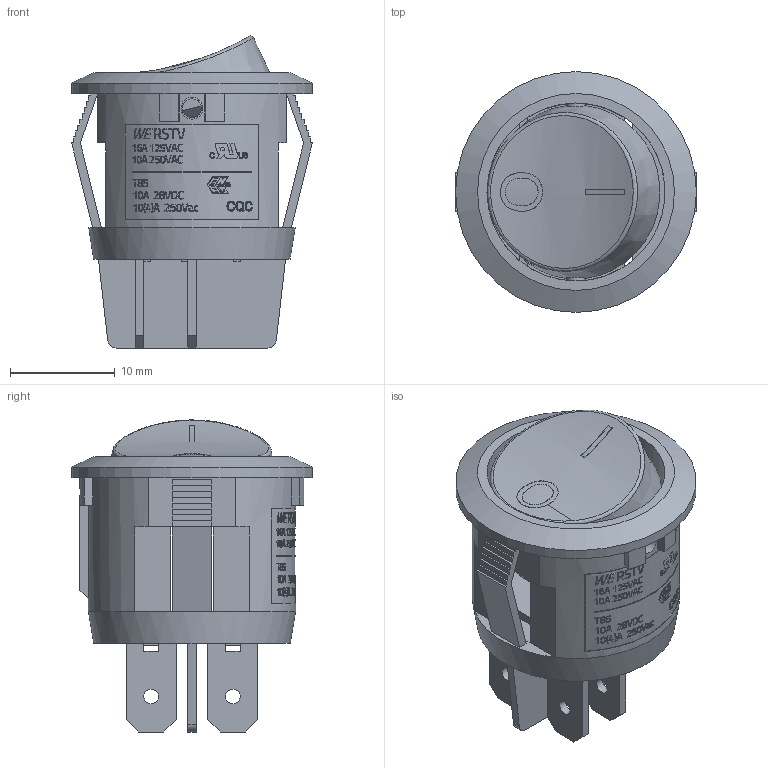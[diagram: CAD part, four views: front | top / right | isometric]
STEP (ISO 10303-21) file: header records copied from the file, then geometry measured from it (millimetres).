
FILE_DESCRIPTION(/* description */ ('Unknown'),/* implementation_level */ '2;1');
FILE_NAME(/* name */ '471017268142',/* time_stamp */ '2024-06-25T09:49:24+02:00',/* author */ ('Unknown'),/* organization */ ('Unknown'),/* preprocessor_version */ 'ST-DEVELOPER v19.4',/* originating_system */ 'Solid Edge',/* authorisation */ 'Unknown');
FILE_SCHEMA (('AUTOMOTIVE_DESIGN {1 0 10303 214 3 1 1}'));
Length unit declared in the file: millimetre
Products named in the file (3): 471017268142; Frame; Actuator
Assembly tree (2 placements, depth 2):
  471017268142
    Frame
    Actuator
Bounding box: 23 x 23 x 29.8 mm (x, y, z)
Volume: 3010.2 mm3; surface area: 4523.4 mm2
Topology: 6 solids, 6 shells, 816 faces, 2158 edges, 1435 vertices
Faces by surface type: plane 436, bspline 271, cylinder 106, cone 3
Full cylindrical faces by diameter (mm): 1.4 x4, 1.8 x2, 2.1 x2, 17 x1, 23 x1
Entity records: 35213 total; most frequent: CARTESIAN_POINT 16427, ORIENTED_EDGE 4254, DIRECTION 2977, EDGE_CURVE 2127, VERTEX_POINT 1429, LINE 1095, VECTOR 1095, EDGE_LOOP 962
